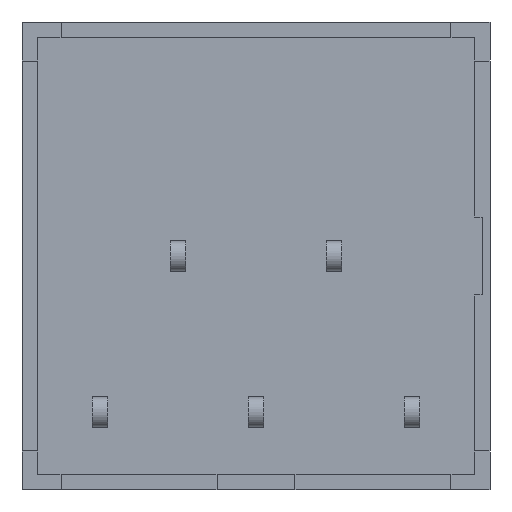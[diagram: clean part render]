
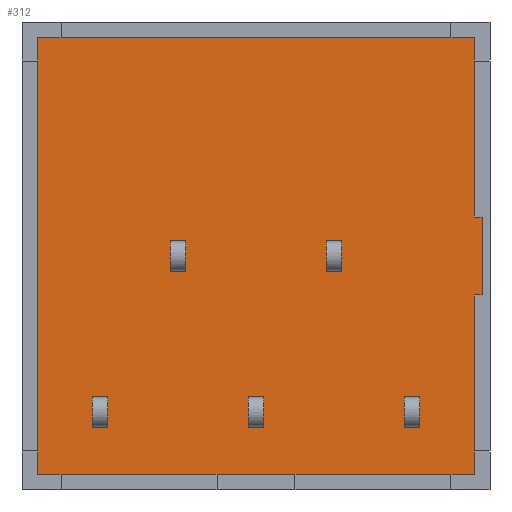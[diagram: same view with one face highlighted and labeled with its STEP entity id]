
A CAD part, front view. The second image highlights one B-rep face of the part: STEP entity #312.
In plain terms, the highlighted planar face has unit normal (0, -1, 0).
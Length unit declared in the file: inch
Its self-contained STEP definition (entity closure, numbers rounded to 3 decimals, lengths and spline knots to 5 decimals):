
#312 = ADVANCED_FACE( '', ( #590 ), #591, .F. );
#590 = FACE_OUTER_BOUND( '', #862, .T. );
#591 = PLANE( '', #863 );
#862 = EDGE_LOOP( '', ( #1445, #1446, #1447, #1448, #1449, #1450, #1451, #1452 ) );
#863 = AXIS2_PLACEMENT_3D( '', #1453, #1454, #1455 );
#1445 = ORIENTED_EDGE( '', *, *, #1886, .F. );
#1446 = ORIENTED_EDGE( '', *, *, #1843, .F. );
#1447 = ORIENTED_EDGE( '', *, *, #1752, .F. );
#1448 = ORIENTED_EDGE( '', *, *, #1991, .F. );
#1449 = ORIENTED_EDGE( '', *, *, #1969, .F. );
#1450 = ORIENTED_EDGE( '', *, *, #1976, .F. );
#1451 = ORIENTED_EDGE( '', *, *, #1952, .F. );
#1452 = ORIENTED_EDGE( '', *, *, #1992, .F. );
#1453 = CARTESIAN_POINT( '', ( 0., 0.016, 0. ) );
#1454 = DIRECTION( '', ( 0., 1., 0. ) );
#1455 = DIRECTION( '', ( 0., 0., 1. ) );
#1752 = EDGE_CURVE( '', #2062, #2064, #2065, .T. );
#1843 = EDGE_CURVE( '', #2064, #2223, #2224, .T. );
#1886 = EDGE_CURVE( '', #2223, #2293, #2294, .T. );
#1952 = EDGE_CURVE( '', #2388, #2390, #2391, .T. );
#1969 = EDGE_CURVE( '', #2410, #2412, #2413, .T. );
#1976 = EDGE_CURVE( '', #2390, #2410, #2421, .T. );
#1991 = EDGE_CURVE( '', #2412, #2062, #2438, .T. );
#1992 = EDGE_CURVE( '', #2293, #2388, #2439, .T. );
#2062 = VERTEX_POINT( '', #2520 );
#2064 = VERTEX_POINT( '', #2523 );
#2065 = LINE( '', #2524, #2525 );
#2223 = VERTEX_POINT( '', #2751 );
#2224 = LINE( '', #2752, #2753 );
#2293 = VERTEX_POINT( '', #2857 );
#2294 = LINE( '', #2858, #2859 );
#2388 = VERTEX_POINT( '', #2984 );
#2390 = VERTEX_POINT( '', #2987 );
#2391 = LINE( '', #2988, #2989 );
#2410 = VERTEX_POINT( '', #3016 );
#2412 = VERTEX_POINT( '', #3019 );
#2413 = LINE( '', #3020, #3021 );
#2421 = LINE( '', #3033, #3034 );
#2438 = LINE( '', #3058, #3059 );
#2439 = LINE( '', #3060, #3061 );
#2520 = CARTESIAN_POINT( '', ( 0.28, 0.016, 0.28 ) );
#2523 = CARTESIAN_POINT( '', ( 0.28, 0.016, -0.28 ) );
#2524 = CARTESIAN_POINT( '', ( 0.28, 0.016, 0.28 ) );
#2525 = VECTOR( '', #3164, 39.37008 );
#2751 = CARTESIAN_POINT( '', ( -0.28, 0.016, -0.28 ) );
#2752 = CARTESIAN_POINT( '', ( 0.28, 0.016, -0.28 ) );
#2753 = VECTOR( '', #3254, 39.37008 );
#2857 = CARTESIAN_POINT( '', ( -0.28, 0.016, 0.28 ) );
#2858 = CARTESIAN_POINT( '', ( -0.28, 0.016, -0.28 ) );
#2859 = VECTOR( '', #3290, 39.37008 );
#2984 = CARTESIAN_POINT( '', ( -0.05, 0.016, 0.28 ) );
#2987 = CARTESIAN_POINT( '', ( -0.05, 0.016, 0.29 ) );
#2988 = CARTESIAN_POINT( '', ( -0.05, 0.016, 0.28 ) );
#2989 = VECTOR( '', #3371, 39.37008 );
#3016 = CARTESIAN_POINT( '', ( 0.05, 0.016, 0.29 ) );
#3019 = CARTESIAN_POINT( '', ( 0.05, 0.016, 0.28 ) );
#3020 = CARTESIAN_POINT( '', ( 0.05, 0.016, 0.29 ) );
#3021 = VECTOR( '', #3381, 39.37008 );
#3033 = CARTESIAN_POINT( '', ( -0.05, 0.016, 0.29 ) );
#3034 = VECTOR( '', #3386, 39.37008 );
#3058 = CARTESIAN_POINT( '', ( 0.05, 0.016, 0.28 ) );
#3059 = VECTOR( '', #3400, 39.37008 );
#3060 = CARTESIAN_POINT( '', ( -0.28, 0.016, 0.28 ) );
#3061 = VECTOR( '', #3401, 39.37008 );
#3164 = DIRECTION( '', ( 0., 0., -1. ) );
#3254 = DIRECTION( '', ( -1., 0., 0. ) );
#3290 = DIRECTION( '', ( 0., 0., 1. ) );
#3371 = DIRECTION( '', ( 0., 0., 1. ) );
#3381 = DIRECTION( '', ( 0., 0., -1. ) );
#3386 = DIRECTION( '', ( 1., 0., 0. ) );
#3400 = DIRECTION( '', ( 1., 0., 0. ) );
#3401 = DIRECTION( '', ( 1., 0., 0. ) );
